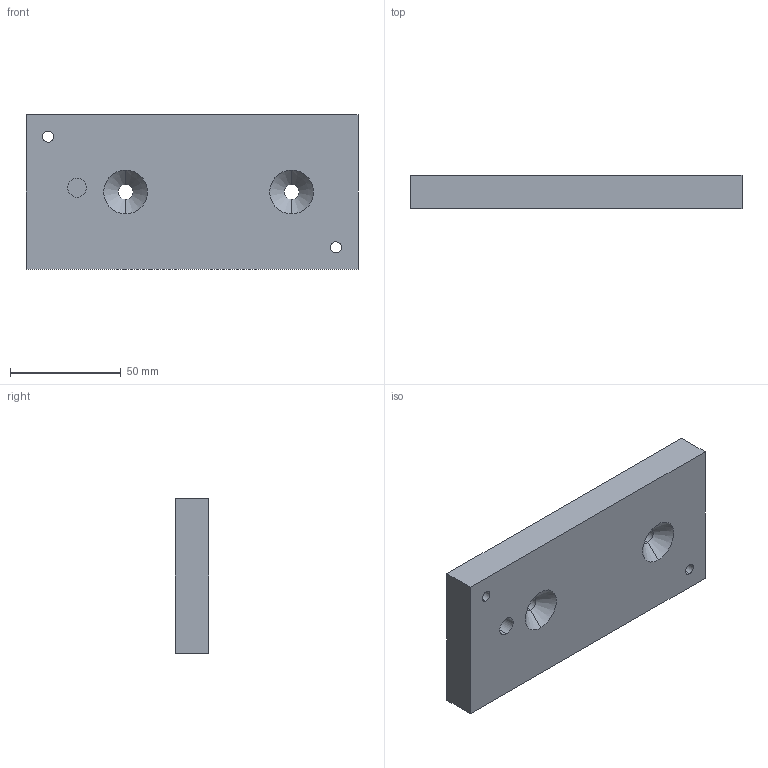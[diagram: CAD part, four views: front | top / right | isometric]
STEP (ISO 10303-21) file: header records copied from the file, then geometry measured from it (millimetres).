
FILE_DESCRIPTION (( 'STEP AP214' ), '1' );
FILE_NAME ('ARL-CLIP1-01-B-MOULE BAS.STEP', '2023-02-15T16:48:20', ( 'T' ), ( 'F' ), 'SwSTEP 2.0', 'SolidWorks 2001340', '' );
FILE_SCHEMA (( 'AUTOMOTIVE_DESIGN' ));
Length unit declared in the file: millimetre
Products named in the file (1): ARL-CLIP1-01-B-MOULE BAS
Bounding box: 150 x 15 x 70 mm (x, y, z)
Volume: 143506.2 mm3; surface area: 31784.5 mm2
Topology: 1 solids, 1 shells, 149 faces, 372 edges, 227 vertices
Faces by surface type: cylinder 73, torus 53, plane 19, cone 4
Entity records: 4625 total; most frequent: DIRECTION 922, CARTESIAN_POINT 758, ORIENTED_EDGE 744, AXIS2_PLACEMENT_3D 401, EDGE_CURVE 372, CIRCLE 251, VERTEX_POINT 227, EDGE_LOOP 159
